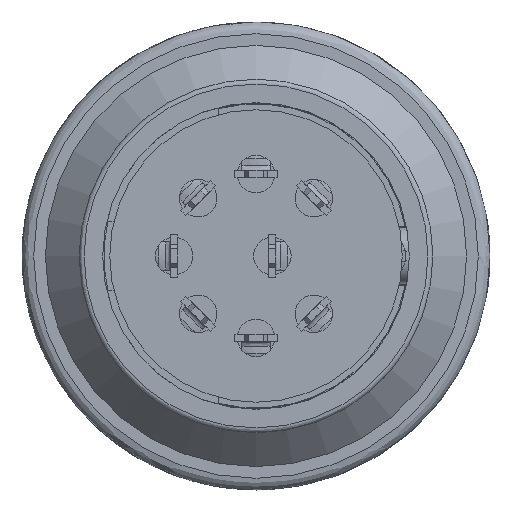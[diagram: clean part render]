
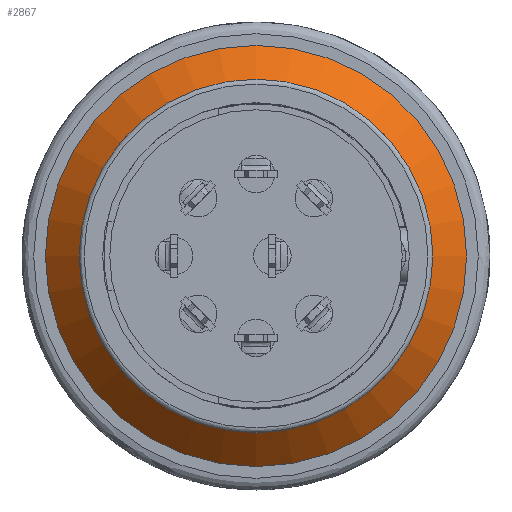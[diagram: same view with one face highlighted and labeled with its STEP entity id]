
A CAD part, left-side view. The second image highlights one B-rep face of the part: STEP entity #2867.
In plain terms, the highlighted conical face has half-angle 45 degrees and reference radius 7.55 mm.
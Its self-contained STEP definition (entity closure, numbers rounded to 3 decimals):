
#2002=CONICAL_SURFACE('',#14014,7.55,45.);
#2188=FACE_BOUND('',#4450,.T.);
#2189=FACE_BOUND('',#4451,.T.);
#2867=ADVANCED_FACE('',(#2188,#2189),#2002,.T.);
#4450=EDGE_LOOP('',(#7986));
#4451=EDGE_LOOP('',(#7987));
#4774=CIRCLE('',#14011,7.55);
#4775=CIRCLE('',#14013,9.);
#7986=ORIENTED_EDGE('',*,*,#10959,.T.);
#7987=ORIENTED_EDGE('',*,*,#10960,.F.);
#9281=VERTEX_POINT('',#23144);
#9282=VERTEX_POINT('',#23147);
#10959=EDGE_CURVE('',#9281,#9281,#4774,.T.);
#10960=EDGE_CURVE('',#9282,#9282,#4775,.T.);
#14011=AXIS2_PLACEMENT_3D('',#23143,#16533,#16534);
#14013=AXIS2_PLACEMENT_3D('',#23146,#16537,#16538);
#14014=AXIS2_PLACEMENT_3D('',#23148,#16539,#16540);
#16533=DIRECTION('',(1.,0.,0.));
#16534=DIRECTION('',(0.,-1.,0.));
#16537=DIRECTION('',(1.,0.,0.));
#16538=DIRECTION('',(0.,-1.,0.));
#16539=DIRECTION('',(1.,0.,0.));
#16540=DIRECTION('',(0.,-1.,0.));
#23143=CARTESIAN_POINT('',(-1.45,0.,0.));
#23144=CARTESIAN_POINT('',(-1.45,-7.55,0.));
#23146=CARTESIAN_POINT('',(0.,0.,0.));
#23147=CARTESIAN_POINT('',(0.,-9.,0.));
#23148=CARTESIAN_POINT('',(-1.45,0.,0.));
